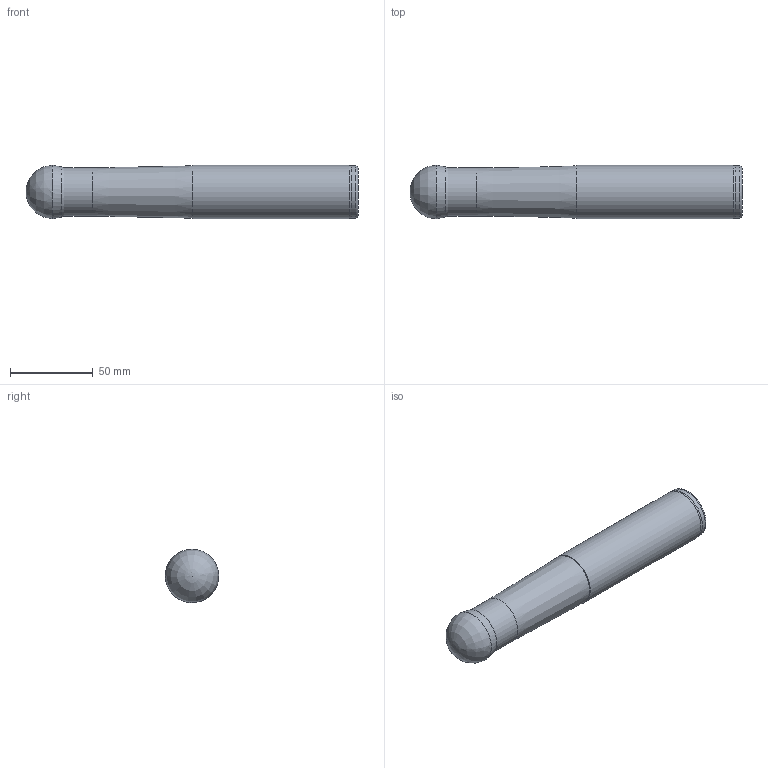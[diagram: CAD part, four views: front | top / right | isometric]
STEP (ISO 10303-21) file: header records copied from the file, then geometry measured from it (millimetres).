
FILE_DESCRIPTION(/* description */ (''),/* implementation_level */ '2;1');
FILE_NAME(/* name */ 'APMR-P3232-D32-C32-L200.stp',/* time_stamp */ '2023-10-02T12:14:36+03:00',/* author */ (''),/* organization */ (''),/* preprocessor_version */ 'ST-DEVELOPER v19.4',/* originating_system */ 'SIEMENS PLM Software NX2306.5001',/* authorisation */ '');
FILE_SCHEMA (('AUTOMOTIVE_DESIGN { 1 0 10303 214 3 1 1 1 }'));
Length unit declared in the file: millimetre
Products named in the file (1): APMR-P3232-D32-C32-L200-LIGHT_x_t_objects
Bounding box: 200 x 32.24 x 32.25 mm (x, y, z)
Volume: 161453.7 mm3; surface area: 23120.1 mm2
Topology: 2 solids, 2 shells, 14 faces, 31 edges, 19 vertices
Faces by surface type: revolution 4, cylinder 3, cone 3, plane 2, sphere 1, torus 1
Full cylindrical faces by diameter (mm): 29 x1, 31.5 x1, 32 x1
Entity records: 333 total; most frequent: CARTESIAN_POINT 64, DIRECTION 52, EDGE_LOOP 24, ORIENTED_EDGE 24, AXIS2_PLACEMENT_3D 23, FACE_BOUND 22, ADVANCED_FACE 14, VERTEX_POINT 13
